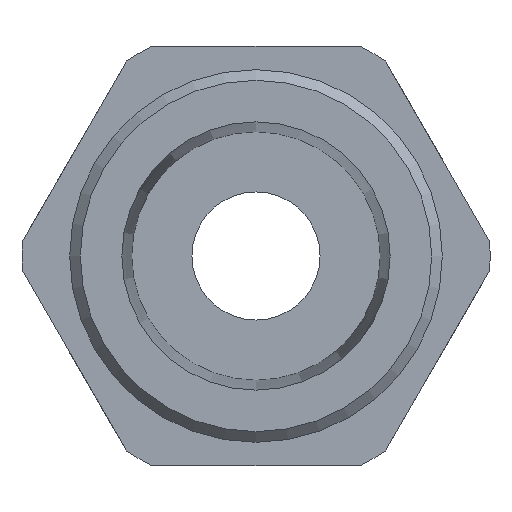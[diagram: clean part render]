
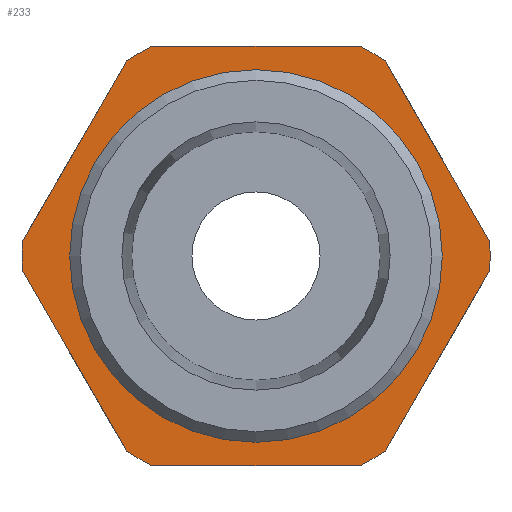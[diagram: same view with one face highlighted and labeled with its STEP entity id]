
A CAD part, left-side view. The second image highlights one B-rep face of the part: STEP entity #233.
In plain terms, the highlighted planar face has unit normal (-1, 0, 0).
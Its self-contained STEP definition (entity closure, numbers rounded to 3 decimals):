
#233 = ADVANCED_FACE( '', ( #509, #510 ), #511, .F. );
#509 = FACE_OUTER_BOUND( '', #808, .T. );
#510 = FACE_BOUND( '', #809, .T. );
#511 = PLANE( '', #810 );
#808 = EDGE_LOOP( '', ( #1391, #1392, #1393, #1394, #1395, #1396, #1397, #1398, #1399, #1400, #1401, #1402 ) );
#809 = EDGE_LOOP( '', ( #1403 ) );
#810 = AXIS2_PLACEMENT_3D( '', #1404, #1405, #1406 );
#1391 = ORIENTED_EDGE( '', *, *, #1808, .F. );
#1392 = ORIENTED_EDGE( '', *, *, #1648, .F. );
#1393 = ORIENTED_EDGE( '', *, *, #1644, .F. );
#1394 = ORIENTED_EDGE( '', *, *, #1748, .F. );
#1395 = ORIENTED_EDGE( '', *, *, #1661, .F. );
#1396 = ORIENTED_EDGE( '', *, *, #1779, .F. );
#1397 = ORIENTED_EDGE( '', *, *, #1809, .F. );
#1398 = ORIENTED_EDGE( '', *, *, #1810, .F. );
#1399 = ORIENTED_EDGE( '', *, *, #1740, .F. );
#1400 = ORIENTED_EDGE( '', *, *, #1785, .F. );
#1401 = ORIENTED_EDGE( '', *, *, #1679, .F. );
#1402 = ORIENTED_EDGE( '', *, *, #1769, .F. );
#1403 = ORIENTED_EDGE( '', *, *, #1811, .T. );
#1404 = CARTESIAN_POINT( '', ( 10., 15.543, 0. ) );
#1405 = DIRECTION( '', ( 1., 0., 0. ) );
#1406 = DIRECTION( '', ( 0., 1., 0. ) );
#1644 = EDGE_CURVE( '', #1951, #1947, #1953, .T. );
#1648 = EDGE_CURVE( '', #1947, #1955, #1959, .T. );
#1661 = EDGE_CURVE( '', #1980, #1976, #1982, .T. );
#1679 = EDGE_CURVE( '', #2012, #2008, #2014, .T. );
#1740 = EDGE_CURVE( '', #2103, #2106, #2107, .T. );
#1748 = EDGE_CURVE( '', #1976, #1951, #2117, .T. );
#1769 = EDGE_CURVE( '', #2143, #2012, #2145, .T. );
#1779 = EDGE_CURVE( '', #2157, #1980, #2159, .T. );
#1785 = EDGE_CURVE( '', #2008, #2103, #2166, .T. );
#1808 = EDGE_CURVE( '', #1955, #2143, #2195, .T. );
#1809 = EDGE_CURVE( '', #2196, #2157, #2197, .T. );
#1810 = EDGE_CURVE( '', #2106, #2196, #2198, .T. );
#1811 = EDGE_CURVE( '', #2199, #2199, #2200, .T. );
#1947 = VERTEX_POINT( '', #2414 );
#1951 = VERTEX_POINT( '', #2419 );
#1953 = CIRCLE( '', #2422, 20.1 );
#1955 = VERTEX_POINT( '', #2424 );
#1959 = LINE( '', #2437, #2438 );
#1976 = VERTEX_POINT( '', #2459 );
#1980 = VERTEX_POINT( '', #2464 );
#1982 = CIRCLE( '', #2467, 20.1 );
#2008 = VERTEX_POINT( '', #2499 );
#2012 = VERTEX_POINT( '', #2504 );
#2014 = CIRCLE( '', #2507, 20.1 );
#2103 = VERTEX_POINT( '', #2648 );
#2106 = VERTEX_POINT( '', #2652 );
#2107 = CIRCLE( '', #2653, 20.1 );
#2117 = LINE( '', #2675, #2676 );
#2143 = VERTEX_POINT( '', #2726 );
#2145 = LINE( '', #2729, #2730 );
#2157 = VERTEX_POINT( '', #2767 );
#2159 = LINE( '', #2770, #2771 );
#2166 = LINE( '', #2779, #2780 );
#2195 = CIRCLE( '', #2813, 20.1 );
#2196 = VERTEX_POINT( '', #2814 );
#2197 = CIRCLE( '', #2815, 20.1 );
#2198 = LINE( '', #2816, #2817 );
#2199 = VERTEX_POINT( '', #2818 );
#2200 = CIRCLE( '', #2819, 15.543 );
#2414 = CARTESIAN_POINT( '', ( 10., 11.116, -16.746 ) );
#2419 = CARTESIAN_POINT( '', ( 10., 8.945, -18. ) );
#2422 = AXIS2_PLACEMENT_3D( '', #2936, #2937, #2938 );
#2424 = CARTESIAN_POINT( '', ( 10., 20.061, -1.254 ) );
#2437 = CARTESIAN_POINT( '', ( 10., 10.392, -18. ) );
#2438 = VECTOR( '', #2940, 1000. );
#2459 = CARTESIAN_POINT( '', ( 10., -8.945, -18. ) );
#2464 = CARTESIAN_POINT( '', ( 10., -11.116, -16.746 ) );
#2467 = AXIS2_PLACEMENT_3D( '', #2956, #2957, #2958 );
#2499 = CARTESIAN_POINT( '', ( 10., 8.945, 18. ) );
#2504 = CARTESIAN_POINT( '', ( 10., 11.116, 16.746 ) );
#2507 = AXIS2_PLACEMENT_3D( '', #2982, #2983, #2984 );
#2648 = CARTESIAN_POINT( '', ( 10., -8.945, 18. ) );
#2652 = CARTESIAN_POINT( '', ( 10., -11.116, 16.746 ) );
#2653 = AXIS2_PLACEMENT_3D( '', #3069, #3070, #3071 );
#2675 = CARTESIAN_POINT( '', ( 10., -10.392, -18. ) );
#2676 = VECTOR( '', #3078, 1000. );
#2726 = CARTESIAN_POINT( '', ( 10., 20.061, 1.254 ) );
#2729 = CARTESIAN_POINT( '', ( 10., 20.785, 0. ) );
#2730 = VECTOR( '', #3108, 1000. );
#2767 = CARTESIAN_POINT( '', ( 10., -20.061, -1.254 ) );
#2770 = CARTESIAN_POINT( '', ( 10., -20.785, 0. ) );
#2771 = VECTOR( '', #3119, 1000. );
#2779 = CARTESIAN_POINT( '', ( 10., 10.392, 18. ) );
#2780 = VECTOR( '', #3124, 1000. );
#2813 = AXIS2_PLACEMENT_3D( '', #3147, #3148, #3149 );
#2814 = CARTESIAN_POINT( '', ( 10., -20.061, 1.254 ) );
#2815 = AXIS2_PLACEMENT_3D( '', #3150, #3151, #3152 );
#2816 = CARTESIAN_POINT( '', ( 10., -10.392, 18. ) );
#2817 = VECTOR( '', #3153, 1000. );
#2818 = CARTESIAN_POINT( '', ( 10., 15.543, 0. ) );
#2819 = AXIS2_PLACEMENT_3D( '', #3154, #3155, #3156 );
#2936 = CARTESIAN_POINT( '', ( 10., 0., 0. ) );
#2937 = DIRECTION( '', ( 1., 0., 0. ) );
#2938 = DIRECTION( '', ( 0., 1., 0. ) );
#2940 = DIRECTION( '', ( 0., 0.5, 0.866 ) );
#2956 = CARTESIAN_POINT( '', ( 10., 0., 0. ) );
#2957 = DIRECTION( '', ( 1., 0., 0. ) );
#2958 = DIRECTION( '', ( 0., 1., 0. ) );
#2982 = CARTESIAN_POINT( '', ( 10., 0., 0. ) );
#2983 = DIRECTION( '', ( 1., 0., 0. ) );
#2984 = DIRECTION( '', ( 0., 1., 0. ) );
#3069 = CARTESIAN_POINT( '', ( 10., 0., 0. ) );
#3070 = DIRECTION( '', ( 1., 0., 0. ) );
#3071 = DIRECTION( '', ( 0., 1., 0. ) );
#3078 = DIRECTION( '', ( 0., 1., 0. ) );
#3108 = DIRECTION( '', ( 0., -0.5, 0.866 ) );
#3119 = DIRECTION( '', ( 0., 0.5, -0.866 ) );
#3124 = DIRECTION( '', ( 0., -1., 0. ) );
#3147 = CARTESIAN_POINT( '', ( 10., 0., 0. ) );
#3148 = DIRECTION( '', ( 1., 0., 0. ) );
#3149 = DIRECTION( '', ( 0., 1., 0. ) );
#3150 = CARTESIAN_POINT( '', ( 10., 0., 0. ) );
#3151 = DIRECTION( '', ( 1., 0., 0. ) );
#3152 = DIRECTION( '', ( 0., 1., 0. ) );
#3153 = DIRECTION( '', ( 0., -0.5, -0.866 ) );
#3154 = CARTESIAN_POINT( '', ( 10., 0., 0. ) );
#3155 = DIRECTION( '', ( 1., 0., 0. ) );
#3156 = DIRECTION( '', ( 0., 1., 0. ) );
